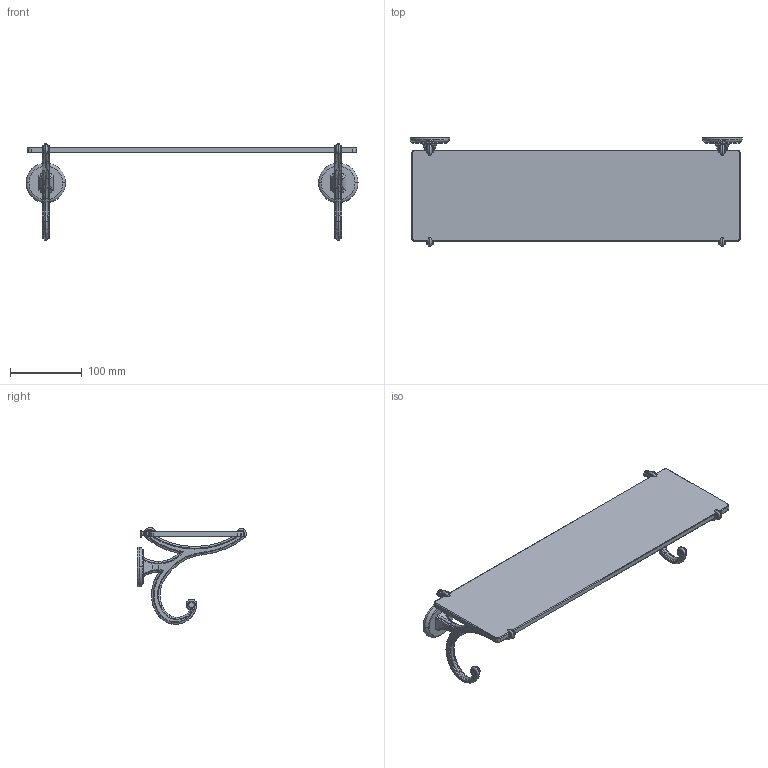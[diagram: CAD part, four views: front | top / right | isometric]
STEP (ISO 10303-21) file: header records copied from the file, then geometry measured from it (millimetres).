
FILE_DESCRIPTION((''),'2;1');
FILE_NAME('2734T-18','2010-10-01T',('project'),(''),'PRO/ENGINEER BY PARAMETRIC TECHNOLOGY CORPORATION, 2009300','PRO/ENGINEER BY PARAMETRIC TECHNOLOGY CORPORATION, 2009300','');
FILE_SCHEMA(('CONFIG_CONTROL_DESIGN'));
Length unit declared in the file: inch
Products named in the file (1): 2734T-18
Bounding box: 461.39 x 151.5 x 134.51 mm (x, y, z)
Volume: 537980.6 mm3; surface area: 164384.3 mm2
Topology: 1 solids, 1 shells, 668 faces, 1766 edges, 1132 vertices
Faces by surface type: plane 244, cylinder 196, torus 138, cone 68, bspline 22
Entity records: 22727 total; most frequent: CARTESIAN_POINT 5915, DIRECTION 3602, ORIENTED_EDGE 3520, EDGE_CURVE 1760, AXIS2_PLACEMENT_3D 1384, VERTEX_POINT 1132, VECTOR 834, LINE 834
